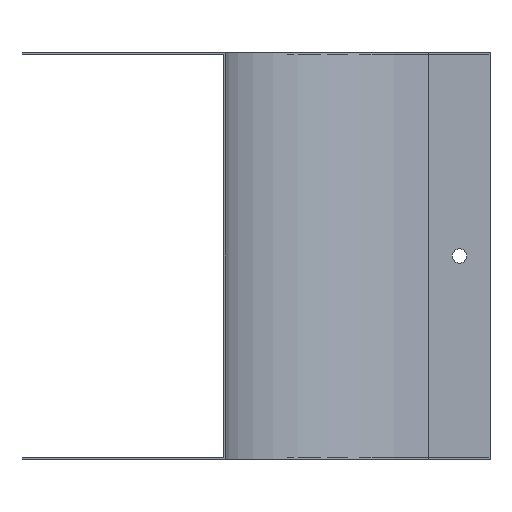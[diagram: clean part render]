
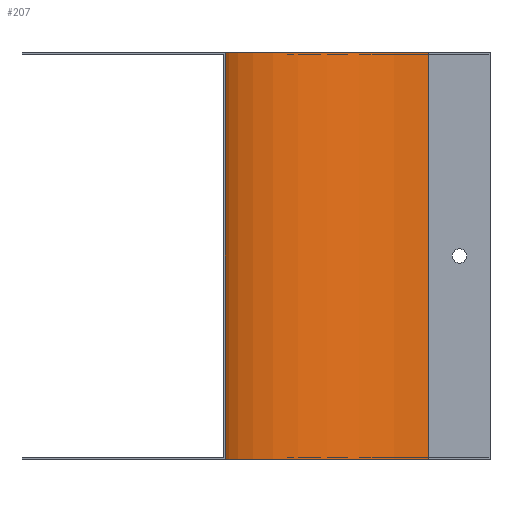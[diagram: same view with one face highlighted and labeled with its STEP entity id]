
A CAD part, front view. The second image highlights one B-rep face of the part: STEP entity #207.
In plain terms, the highlighted cylindrical face has radius 100 mm (diameter 200 mm), a partial arc.
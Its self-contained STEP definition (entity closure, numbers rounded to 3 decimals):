
#14 = AXIS2_PLACEMENT_3D ( 'NONE', #1693, #1692, #1685 ) ;
#172 = LINE ( 'NONE', #1548, #174 ) ;
#174 = VECTOR ( 'NONE', #1560, 1000. ) ;
#207 = ADVANCED_FACE ( 'NONE', ( #992 ), #1000, .F. ) ;
#382 = CARTESIAN_POINT ( 'NONE',  ( 100., 30., -199.2 ) ) ;
#610 = CIRCLE ( 'NONE', #1240, 100. ) ;
#612 = CIRCLE ( 'NONE', #1241, 100. ) ;
#615 = LINE ( 'NONE', #1592, #617 ) ;
#617 = VECTOR ( 'NONE', #1574, 1000. ) ;
#937 = VERTEX_POINT ( 'NONE', #382 ) ;
#992 = FACE_OUTER_BOUND ( 'NONE', #1382, .T. ) ;
#1000 = CYLINDRICAL_SURFACE ( 'NONE', #14, 100. ) ;
#1107 = CARTESIAN_POINT ( 'NONE',  ( 100., 30., 0.8 ) ) ;
#1159 = CARTESIAN_POINT ( 'NONE',  ( 200., 130., 0.8 ) ) ;
#1160 = CARTESIAN_POINT ( 'NONE',  ( 200., 130., -199.2 ) ) ;
#1240 = AXIS2_PLACEMENT_3D ( 'NONE', #1600, #1601, #1602 ) ;
#1241 = AXIS2_PLACEMENT_3D ( 'NONE', #1595, #1596, #1597 ) ;
#1337 = ORIENTED_EDGE ( 'NONE', *, *, #1662, .F. ) ;
#1338 = ORIENTED_EDGE ( 'NONE', *, *, #1661, .F. ) ;
#1339 = ORIENTED_EDGE ( 'NONE', *, *, #1660, .T. ) ;
#1340 = ORIENTED_EDGE ( 'NONE', *, *, #1533, .T. ) ;
#1382 = EDGE_LOOP ( 'NONE', ( #1340, #1339, #1338, #1337 ) ) ;
#1396 = VERTEX_POINT ( 'NONE', #1107 ) ;
#1448 = VERTEX_POINT ( 'NONE', #1159 ) ;
#1449 = VERTEX_POINT ( 'NONE', #1160 ) ;
#1533 = EDGE_CURVE ( 'NONE', #1396, #937, #172, .T. ) ;
#1548 = CARTESIAN_POINT ( 'NONE',  ( 100., 30., 0.8 ) ) ;
#1560 = DIRECTION ( 'NONE',  ( 0., 0., -1. ) ) ;
#1574 = DIRECTION ( 'NONE',  ( 0., 0., -1. ) ) ;
#1592 = CARTESIAN_POINT ( 'NONE',  ( 200., 130., 0.8 ) ) ;
#1595 = CARTESIAN_POINT ( 'NONE',  ( 200., 30., -199.2 ) ) ;
#1596 = DIRECTION ( 'NONE',  ( 0., 0., -1. ) ) ;
#1597 = DIRECTION ( 'NONE',  ( 1., 0., 0. ) ) ;
#1600 = CARTESIAN_POINT ( 'NONE',  ( 200., 30., 0.8 ) ) ;
#1601 = DIRECTION ( 'NONE',  ( 0., 0., -1. ) ) ;
#1602 = DIRECTION ( 'NONE',  ( 1., 0., 0. ) ) ;
#1660 = EDGE_CURVE ( 'NONE', #937, #1449, #612, .T. ) ;
#1661 = EDGE_CURVE ( 'NONE', #1448, #1449, #615, .T. ) ;
#1662 = EDGE_CURVE ( 'NONE', #1396, #1448, #610, .T. ) ;
#1685 = DIRECTION ( 'NONE',  ( -1., 0., 0. ) ) ;
#1692 = DIRECTION ( 'NONE',  ( 0., 0., -1. ) ) ;
#1693 = CARTESIAN_POINT ( 'NONE',  ( 200., 30., 0.8 ) ) ;
